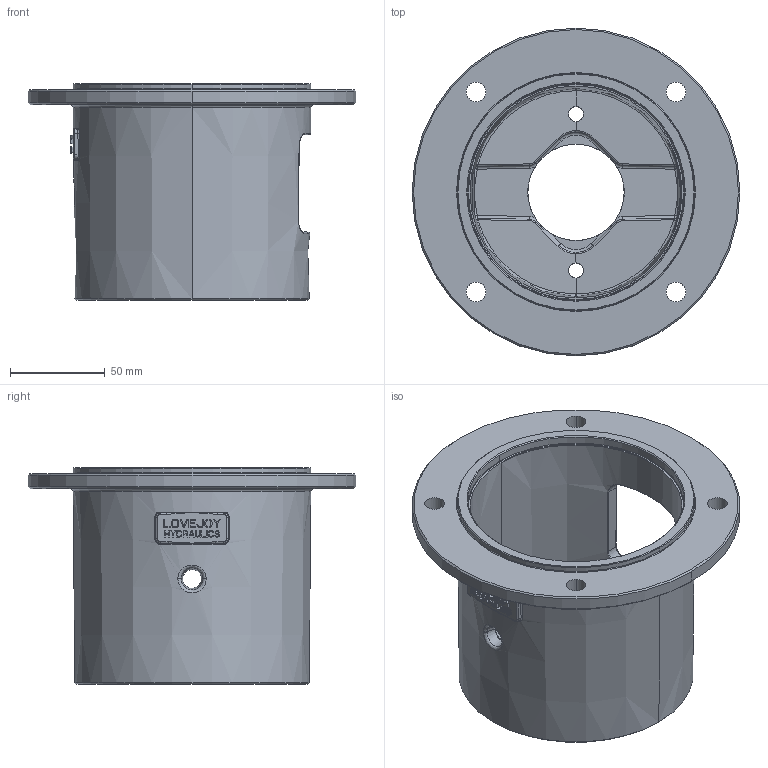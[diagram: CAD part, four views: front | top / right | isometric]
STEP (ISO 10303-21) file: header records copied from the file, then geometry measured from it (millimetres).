
FILE_DESCRIPTION((''),'2;1');
FILE_NAME('84527105184_ASM','2013-04-26T',('ppetruska'),(''),'PRO/ENGINEER BY PARAMETRIC TECHNOLOGY CORPORATION, 2012480','PRO/ENGINEER BY PARAMETRIC TECHNOLOGY CORPORATION, 2012480','');
FILE_SCHEMA(('CONFIG_CONTROL_DESIGN'));
Length unit declared in the file: inch
Products named in the file (3): 84527106012_AF7; 84527106017_AF6_ASM; 84527105184_ASM
Assembly tree (2 placements, depth 3):
  84527105184_ASM
    84527106017_AF6_ASM
      84527106012_AF7
Bounding box: 172.97 x 172.97 x 114.3 mm (x, y, z)
Volume: 479969.6 mm3; surface area: 121794.3 mm2
Topology: 1 solids, 1 shells, 571 faces, 1519 edges, 974 vertices
Faces by surface type: plane 409, bspline 59, cylinder 52, cone 24, torus 19, extrusion 4, sphere 4
Entity records: 20832 total; most frequent: CARTESIAN_POINT 6829, ORIENTED_EDGE 3038, DIRECTION 2629, EDGE_CURVE 1519, VECTOR 1213, LINE 1209, VERTEX_POINT 974, AXIS2_PLACEMENT_3D 708
